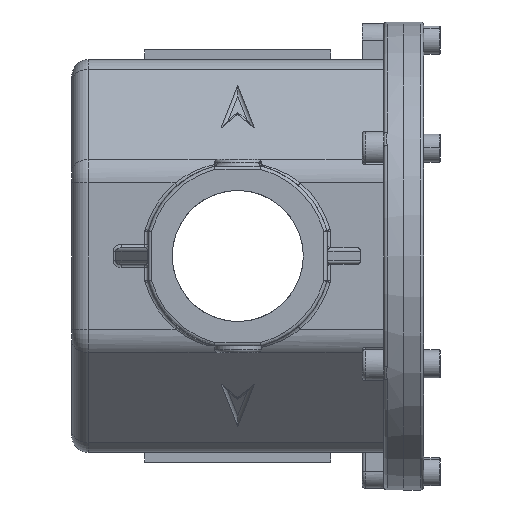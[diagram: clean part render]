
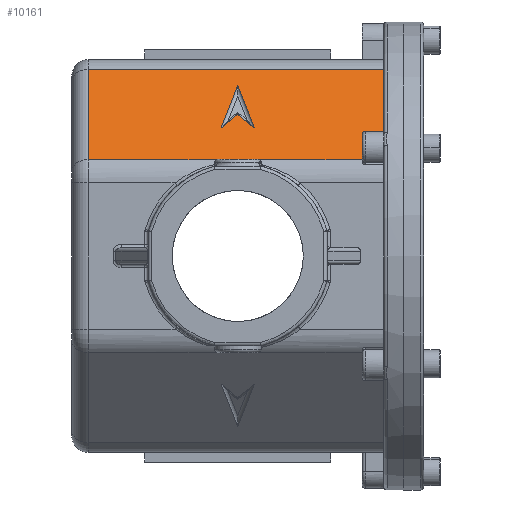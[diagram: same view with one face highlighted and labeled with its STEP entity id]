
A CAD part, left-side view. The second image highlights one B-rep face of the part: STEP entity #10161.
In plain terms, the highlighted planar face has unit normal (-0.707, 0, 0.707).
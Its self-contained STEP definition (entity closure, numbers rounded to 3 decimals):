
#1 = CARTESIAN_POINT ( 'NONE',  ( -56.211, 6.198, 29.069 ) ) ;
#56 = CARTESIAN_POINT ( 'NONE',  ( -56.181, -6.128, 29.099 ) ) ;
#113 = ORIENTED_EDGE ( 'NONE', *, *, #16828, .T. ) ;
#324 = LINE ( 'NONE', #16935, #9027 ) ;
#479 = CARTESIAN_POINT ( 'NONE',  ( -59.14, 50., 26.14 ) ) ;
#495 = CARTESIAN_POINT ( 'NONE',  ( -56.181, 5.954, 29.099 ) ) ;
#693 = EDGE_CURVE ( 'NONE', #15846, #16302, #7658, .T. ) ;
#837 = LINE ( 'NONE', #16666, #5299 ) ;
#916 = VERTEX_POINT ( 'NONE', #3268 ) ;
#1204 = ORIENTED_EDGE ( 'NONE', *, *, #17222, .T. ) ;
#1233 = DIRECTION ( 'NONE',  ( 0.707, 0., 0.707 ) ) ;
#1438 = CARTESIAN_POINT ( 'NONE',  ( -56.181, 6.036, 29.099 ) ) ;
#1568 = LINE ( 'NONE', #8725, #15256 ) ;
#1610 = ORIENTED_EDGE ( 'NONE', *, *, #8973, .T. ) ;
#1744 = CARTESIAN_POINT ( 'NONE',  ( -56.191, -6.21, 29.089 ) ) ;
#1811 = VECTOR ( 'NONE', #9605, 1000. ) ;
#2132 = ORIENTED_EDGE ( 'NONE', *, *, #7435, .T. ) ;
#2358 = VECTOR ( 'NONE', #9794, 1000. ) ;
#2436 = CARTESIAN_POINT ( 'NONE',  ( -29.069, 50., 56.211 ) ) ;
#2849 = LINE ( 'NONE', #6464, #2358 ) ;
#3189 = EDGE_CURVE ( 'NONE', #3717, #16302, #2849, .T. ) ;
#3268 = CARTESIAN_POINT ( 'NONE',  ( -34.019, 0., 51.261 ) ) ;
#3299 = ORIENTED_EDGE ( 'NONE', *, *, #10902, .T. ) ;
#3355 = VERTEX_POINT ( 'NONE', #7215 ) ;
#3374 = ORIENTED_EDGE ( 'NONE', *, *, #13874, .T. ) ;
#3598 = CARTESIAN_POINT ( 'NONE',  ( -56.211, -6.289, 29.069 ) ) ;
#3717 = VERTEX_POINT ( 'NONE', #9687 ) ;
#3806 =( BOUNDED_CURVE ( )  B_SPLINE_CURVE ( 3, ( #17552, #56, #1744, #17477 ),
 .UNSPECIFIED., .F., .F. ) 
 B_SPLINE_CURVE_WITH_KNOTS ( ( 4, 4 ),
 ( 3.142, 3.388 ),
 .UNSPECIFIED. ) 
 CURVE ( )  GEOMETRIC_REPRESENTATION_ITEM ( )  RATIONAL_B_SPLINE_CURVE ( ( 1., 0.995, 0.995, 1. ) ) 
 REPRESENTATION_ITEM ( '' )  );
#3932 = CARTESIAN_POINT ( 'NONE',  ( -56.211, 45., 29.069 ) ) ;
#4204 = EDGE_CURVE ( 'NONE', #20429, #18647, #20281, .T. ) ;
#4256 = DIRECTION ( 'NONE',  ( -0.707, 0., -0.707 ) ) ;
#4275 = ORIENTED_EDGE ( 'NONE', *, *, #3189, .F. ) ;
#4403 = VERTEX_POINT ( 'NONE', #12084 ) ;
#4802 = EDGE_CURVE ( 'NONE', #19563, #916, #12478, .T. ) ;
#4852 = DIRECTION ( 'NONE',  ( 0., -1., 0. ) ) ;
#5299 = VECTOR ( 'NONE', #8777, 1000. ) ;
#6253 = CARTESIAN_POINT ( 'NONE',  ( -56.181, 50., 29.099 ) ) ;
#6464 = CARTESIAN_POINT ( 'NONE',  ( -50.405, 50., 34.875 ) ) ;
#6606 = DIRECTION ( 'NONE',  ( -0.707, 0., -0.707 ) ) ;
#6890 = CARTESIAN_POINT ( 'NONE',  ( -56.211, 50., 29.069 ) ) ;
#7215 = CARTESIAN_POINT ( 'NONE',  ( -29.069, 45., 56.211 ) ) ;
#7276 = VECTOR ( 'NONE', #11905, 1000. ) ;
#7435 = EDGE_CURVE ( 'NONE', #3717, #12876, #17100, .T. ) ;
#7514 = CARTESIAN_POINT ( 'NONE',  ( -50.708, -37.5, 34.572 ) ) ;
#7658 =( BOUNDED_CURVE ( )  B_SPLINE_CURVE ( 3, ( #13860, #7514, #19914, #20274 ),
 .UNSPECIFIED., .F., .T. ) 
 B_SPLINE_CURVE_WITH_KNOTS ( ( 4, 4 ),
 ( 1.571, 3.142 ),
 .UNSPECIFIED. ) 
 CURVE ( )  GEOMETRIC_REPRESENTATION_ITEM ( )  RATIONAL_B_SPLINE_CURVE ( ( 1., 0.805, 0.805, 1. ) ) 
 REPRESENTATION_ITEM ( '' )  );
#7879 = CARTESIAN_POINT ( 'NONE',  ( -46.685, 5., 38.595 ) ) ;
#8089 = EDGE_LOOP ( 'NONE', ( #18701, #19453, #17848, #12562 ) ) ;
#8378 = DIRECTION ( 'NONE',  ( 0.707, 0., 0.707 ) ) ;
#8721 = CARTESIAN_POINT ( 'NONE',  ( -46.685, 5., 38.595 ) ) ;
#8725 = CARTESIAN_POINT ( 'NONE',  ( -56.211, 50., 29.069 ) ) ;
#8777 = DIRECTION ( 'NONE',  ( -0.54, 0.646, -0.54 ) ) ;
#8973 = EDGE_CURVE ( 'NONE', #13862, #17537, #1568, .T. ) ;
#9027 = VECTOR ( 'NONE', #4256, 1000. ) ;
#9319 = CARTESIAN_POINT ( 'NONE',  ( -56.211, -44., 29.069 ) ) ;
#9517 = CARTESIAN_POINT ( 'NONE',  ( -56.181, 5.954, 29.099 ) ) ;
#9605 = DIRECTION ( 'NONE',  ( 0.681, -0.269, 0.681 ) ) ;
#9687 = CARTESIAN_POINT ( 'NONE',  ( -50.405, -44., 34.875 ) ) ;
#9794 = DIRECTION ( 'NONE',  ( 0., 1., 0. ) ) ;
#9835 = CARTESIAN_POINT ( 'NONE',  ( -59.14, -37.5, 26.14 ) ) ;
#10161 = ADVANCED_FACE ( 'NONE', ( #18641, #12375 ), #14533, .F. ) ;
#10533 = VECTOR ( 'NONE', #8378, 1000. ) ;
#10902 = EDGE_CURVE ( 'NONE', #4403, #15846, #19020, .T. ) ;
#11056 = CARTESIAN_POINT ( 'NONE',  ( -56.191, 6.118, 29.089 ) ) ;
#11301 = LINE ( 'NONE', #20478, #20300 ) ;
#11545 = VERTEX_POINT ( 'NONE', #495 ) ;
#11722 = LINE ( 'NONE', #2436, #7276 ) ;
#11905 = DIRECTION ( 'NONE',  ( 0., 1., 0. ) ) ;
#12084 = CARTESIAN_POINT ( 'NONE',  ( -56.211, -37.5, 29.069 ) ) ;
#12175 = EDGE_CURVE ( 'NONE', #916, #20429, #11301, .T. ) ;
#12252 = VERTEX_POINT ( 'NONE', #16230 ) ;
#12375 = FACE_BOUND ( 'NONE', #8089, .T. ) ;
#12478 = LINE ( 'NONE', #7879, #1811 ) ;
#12562 = ORIENTED_EDGE ( 'NONE', *, *, #19973, .T. ) ;
#12693 = AXIS2_PLACEMENT_3D ( 'NONE', #479, #17950, #6606 ) ;
#12876 = VERTEX_POINT ( 'NONE', #14588 ) ;
#12883 = VERTEX_POINT ( 'NONE', #3598 ) ;
#12958 = ORIENTED_EDGE ( 'NONE', *, *, #14393, .T. ) ;
#13099 = ORIENTED_EDGE ( 'NONE', *, *, #693, .T. ) ;
#13568 = DIRECTION ( 'NONE',  ( 0., -1., 0. ) ) ;
#13639 =( BOUNDED_CURVE ( )  B_SPLINE_CURVE ( 3, ( #1, #11056, #1438, #9517 ),
 .UNSPECIFIED., .F., .T. ) 
 B_SPLINE_CURVE_WITH_KNOTS ( ( 4, 4 ),
 ( 6.037, 6.283 ),
 .UNSPECIFIED. ) 
 CURVE ( )  GEOMETRIC_REPRESENTATION_ITEM ( )  RATIONAL_B_SPLINE_CURVE ( ( 1., 0.995, 0.995, 1. ) ) 
 REPRESENTATION_ITEM ( '' )  );
#13705 = CARTESIAN_POINT ( 'NONE',  ( -46.685, -5., 38.595 ) ) ;
#13824 = CARTESIAN_POINT ( 'NONE',  ( -56.211, 6.198, 29.069 ) ) ;
#13860 = CARTESIAN_POINT ( 'NONE',  ( -51.137, -37.5, 34.143 ) ) ;
#13862 = VERTEX_POINT ( 'NONE', #3932 ) ;
#13874 = EDGE_CURVE ( 'NONE', #12876, #3355, #11722, .T. ) ;
#14017 = CARTESIAN_POINT ( 'NONE',  ( -51.137, -37.5, 34.143 ) ) ;
#14322 = ORIENTED_EDGE ( 'NONE', *, *, #19993, .T. ) ;
#14393 = EDGE_CURVE ( 'NONE', #17537, #11545, #13639, .T. ) ;
#14531 = VECTOR ( 'NONE', #14951, 1000. ) ;
#14533 = PLANE ( 'NONE',  #12693 ) ;
#14588 = CARTESIAN_POINT ( 'NONE',  ( -29.069, -44., 56.211 ) ) ;
#14951 = DIRECTION ( 'NONE',  ( 0.54, 0.646, 0.54 ) ) ;
#15006 = VECTOR ( 'NONE', #4852, 1000. ) ;
#15256 = VECTOR ( 'NONE', #18097, 1000. ) ;
#15717 = CARTESIAN_POINT ( 'NONE',  ( -42.504, 0., 42.776 ) ) ;
#15846 = VERTEX_POINT ( 'NONE', #14017 ) ;
#16151 = ORIENTED_EDGE ( 'NONE', *, *, #17178, .T. ) ;
#16230 = CARTESIAN_POINT ( 'NONE',  ( -56.181, -6.046, 29.099 ) ) ;
#16235 = CARTESIAN_POINT ( 'NONE',  ( -50.405, -38.5, 34.875 ) ) ;
#16302 = VERTEX_POINT ( 'NONE', #16235 ) ;
#16496 = CARTESIAN_POINT ( 'NONE',  ( -46.685, -5., 38.595 ) ) ;
#16600 = VECTOR ( 'NONE', #1233, 1000. ) ;
#16618 = EDGE_LOOP ( 'NONE', ( #3374, #14322, #1610, #12958, #16151, #1204, #113, #3299, #13099, #4275, #2132 ) ) ;
#16666 = CARTESIAN_POINT ( 'NONE',  ( -42.504, 0., 42.776 ) ) ;
#16749 = LINE ( 'NONE', #6253, #15006 ) ;
#16828 = EDGE_CURVE ( 'NONE', #12883, #4403, #20004, .T. ) ;
#16935 = CARTESIAN_POINT ( 'NONE',  ( -59.14, 45., 26.14 ) ) ;
#17100 = LINE ( 'NONE', #9319, #16600 ) ;
#17178 = EDGE_CURVE ( 'NONE', #11545, #12252, #16749, .T. ) ;
#17222 = EDGE_CURVE ( 'NONE', #12252, #12883, #3806, .T. ) ;
#17477 = CARTESIAN_POINT ( 'NONE',  ( -56.211, -6.289, 29.069 ) ) ;
#17537 = VERTEX_POINT ( 'NONE', #13824 ) ;
#17552 = CARTESIAN_POINT ( 'NONE',  ( -56.181, -6.046, 29.099 ) ) ;
#17848 = ORIENTED_EDGE ( 'NONE', *, *, #4204, .T. ) ;
#17950 = DIRECTION ( 'NONE',  ( 0.707, 0., -0.707 ) ) ;
#18097 = DIRECTION ( 'NONE',  ( 0., -1., 0. ) ) ;
#18641 = FACE_OUTER_BOUND ( 'NONE', #16618, .T. ) ;
#18647 = VERTEX_POINT ( 'NONE', #15717 ) ;
#18701 = ORIENTED_EDGE ( 'NONE', *, *, #4802, .T. ) ;
#18941 = DIRECTION ( 'NONE',  ( -0.681, -0.269, -0.681 ) ) ;
#19020 = LINE ( 'NONE', #9835, #10533 ) ;
#19453 = ORIENTED_EDGE ( 'NONE', *, *, #12175, .T. ) ;
#19504 = VECTOR ( 'NONE', #13568, 1000. ) ;
#19563 = VERTEX_POINT ( 'NONE', #8721 ) ;
#19914 = CARTESIAN_POINT ( 'NONE',  ( -50.405, -37.914, 34.875 ) ) ;
#19973 = EDGE_CURVE ( 'NONE', #18647, #19563, #837, .T. ) ;
#19993 = EDGE_CURVE ( 'NONE', #3355, #13862, #324, .T. ) ;
#20004 = LINE ( 'NONE', #6890, #19504 ) ;
#20274 = CARTESIAN_POINT ( 'NONE',  ( -50.405, -38.5, 34.875 ) ) ;
#20281 = LINE ( 'NONE', #16496, #14531 ) ;
#20300 = VECTOR ( 'NONE', #18941, 1000. ) ;
#20429 = VERTEX_POINT ( 'NONE', #13705 ) ;
#20478 = CARTESIAN_POINT ( 'NONE',  ( -34.019, 0., 51.261 ) ) ;
